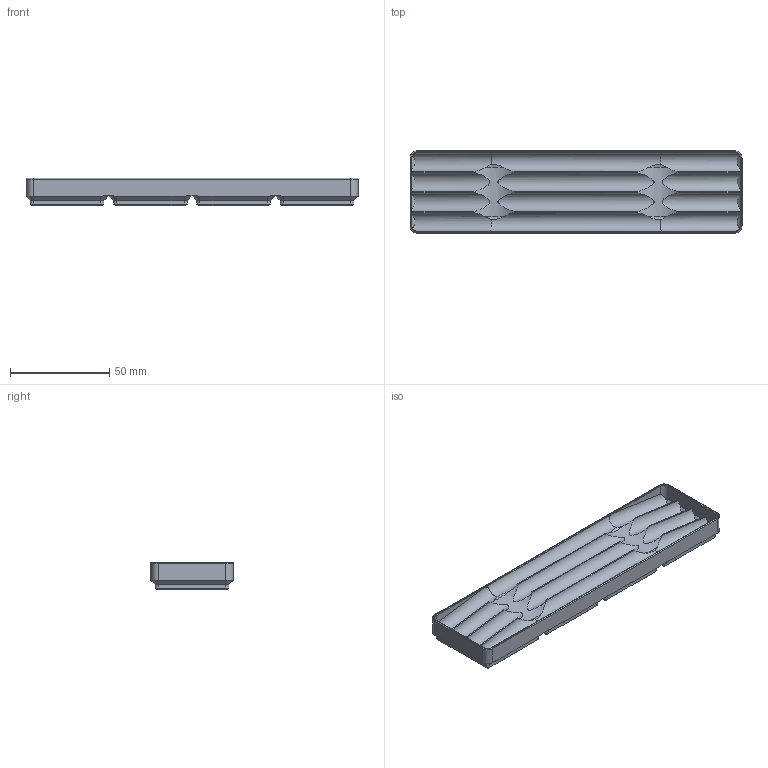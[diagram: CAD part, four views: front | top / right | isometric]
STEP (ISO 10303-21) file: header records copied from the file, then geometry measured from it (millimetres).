
FILE_DESCRIPTION(/* description */ ('STEP AP242','CAx-IF Rec.Pracs.---Representation and Presentation of Product Manufacturing Information (PMI)---4.0---2014-10-13','CAx-IF Rec.Pracs.---3D Tessellated Geometry---0.4---2014-09-14','2;1'),/* implementation_level */ '2;1');
FILE_NAME(/* name */ '64c300e664f5a34130ae5a44',/* time_stamp */ '2023-07-27T23:42:30Z',/* author */ (''),/* organization */ (''),/* preprocessor_version */ 'ST-DEVELOPER v19.4',/* originating_system */ ' ',/* authorisation */ ' ');
FILE_SCHEMA (('AP242_MANAGED_MODEL_BASED_3D_ENGINEERING_MIM_LF { 1 0 10303 442 1 1 4 }'));
Length unit declared in the file: metre
Products named in the file (1): Gridfinity 1x4 4x Pen Tray
Bounding box: 167.5 x 41.5 x 13.8 mm (x, y, z)
Volume: 56567.6 mm3; surface area: 24044.9 mm2
Topology: 1 solids, 1 shells, 296 faces, 703 edges, 422 vertices
Faces by surface type: plane 174, cylinder 70, cone 40, torus 12
Full cylindrical faces by diameter (mm): 3 x12, 6.4 x12
Entity records: 8293 total; most frequent: CARTESIAN_POINT 1662, DIRECTION 1425, ORIENTED_EDGE 1310, EDGE_CURVE 655, AXIS2_PLACEMENT_3D 521, VERTEX_POINT 398, LINE 383, VECTOR 383
